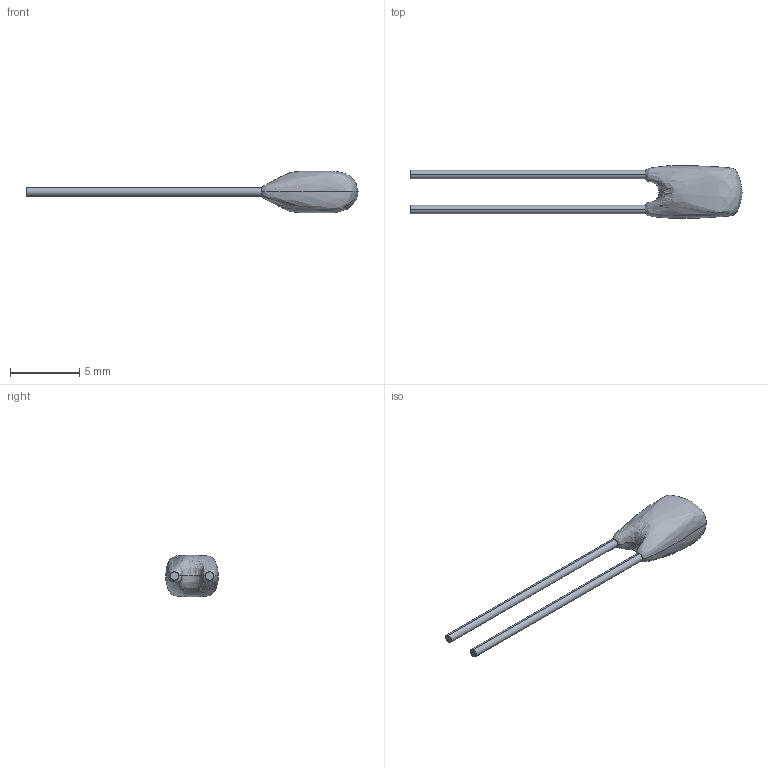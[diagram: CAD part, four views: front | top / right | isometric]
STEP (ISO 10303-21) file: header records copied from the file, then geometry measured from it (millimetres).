
FILE_DESCRIPTION (( 'STEP AP214' ), '1' );
FILE_NAME ('NTCLE100bModel2 STP.STEP', '2018-07-31T09:53:24', ( '' ), ( '' ), 'SwSTEP 2.0', 'SolidWorks 2018', '' );
FILE_SCHEMA (( 'AUTOMOTIVE_DESIGN' ));
Length unit declared in the file: millimetre
Products named in the file (1): NTCLE100bModel2 STP
Bounding box: 24 x 3.8 x 3 mm (x, y, z)
Volume: 62.9 mm3; surface area: 143.1 mm2
Topology: 1 solids, 1 shells, 8 faces, 18 edges, 12 vertices
Faces by surface type: cylinder 4, bspline 2, plane 2
Entity records: 1748 total; most frequent: CARTESIAN_POINT 1441, DIRECTION 42, ORIENTED_EDGE 36, AXIS2_PLACEMENT_3D 19, EDGE_CURVE 18, VERTEX_POINT 12, CIRCLE 12, UNCERTAINTY_MEASURE_WITH_UNIT 11
